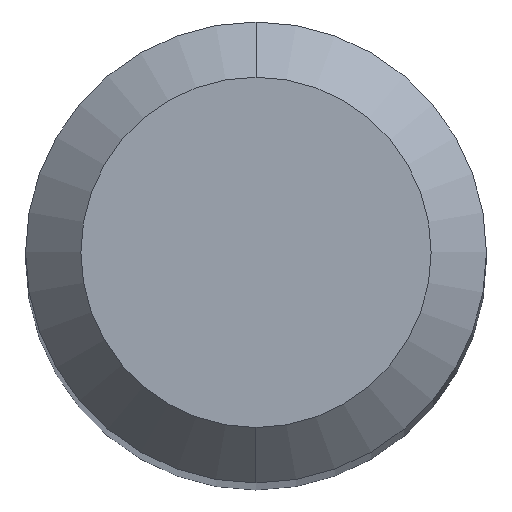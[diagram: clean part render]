
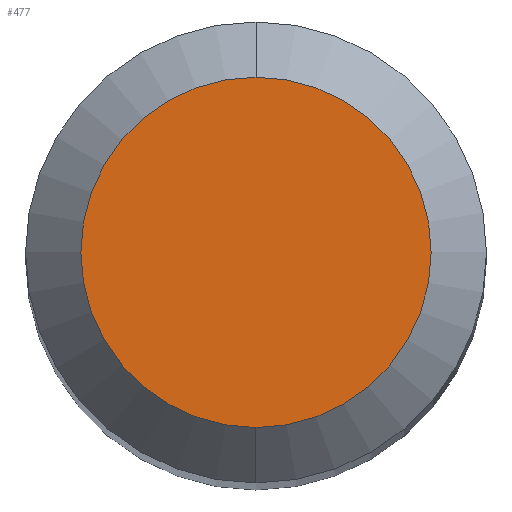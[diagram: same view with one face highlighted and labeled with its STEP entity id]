
A CAD part, top view. The second image highlights one B-rep face of the part: STEP entity #477.
In plain terms, the highlighted planar face has unit normal (0, 0, 1).
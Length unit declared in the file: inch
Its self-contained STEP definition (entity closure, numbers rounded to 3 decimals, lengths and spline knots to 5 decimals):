
#32 = CARTESIAN_POINT ( 'NONE',  ( 0., 0., 0. ) ) ;
#40 = DIRECTION ( 'NONE',  ( 0., 0., -1. ) ) ;
#95 = FACE_OUTER_BOUND ( 'NONE', #225, .T. ) ;
#116 = CARTESIAN_POINT ( 'NONE',  ( 0., -0.0475, 0. ) ) ;
#162 = ORIENTED_EDGE ( 'NONE', *, *, #231, .T. ) ;
#200 = DIRECTION ( 'NONE',  ( 0., 0., 1. ) ) ;
#203 = DIRECTION ( 'NONE',  ( 0., 0., 1. ) ) ;
#208 = AXIS2_PLACEMENT_3D ( 'NONE', #32, #203, #557 ) ;
#215 = PLANE ( 'NONE',  #473 ) ;
#225 = EDGE_LOOP ( 'NONE', ( #379, #162 ) ) ;
#231 = EDGE_CURVE ( 'NONE', #277, #242, #250, .T. ) ;
#236 = EDGE_CURVE ( 'NONE', #242, #277, #446, .T. ) ;
#242 = VERTEX_POINT ( 'NONE', #371 ) ;
#250 = CIRCLE ( 'NONE', #208, 0.0475 ) ;
#277 = VERTEX_POINT ( 'NONE', #116 ) ;
#311 = AXIS2_PLACEMENT_3D ( 'NONE', #455, #200, #406 ) ;
#371 = CARTESIAN_POINT ( 'NONE',  ( 0., 0.0475, 0. ) ) ;
#379 = ORIENTED_EDGE ( 'NONE', *, *, #236, .T. ) ;
#406 = DIRECTION ( 'NONE',  ( 0., -1., 0. ) ) ;
#423 = CARTESIAN_POINT ( 'NONE',  ( 0., 0.0475, 0. ) ) ;
#446 = CIRCLE ( 'NONE', #311, 0.0475 ) ;
#455 = CARTESIAN_POINT ( 'NONE',  ( 0., 0., 0. ) ) ;
#473 = AXIS2_PLACEMENT_3D ( 'NONE', #423, #40, #559 ) ;
#477 = ADVANCED_FACE ( 'NONE', ( #95 ), #215, .F. ) ;
#557 = DIRECTION ( 'NONE',  ( 0., -1., 0. ) ) ;
#559 = DIRECTION ( 'NONE',  ( 0., 1., 0. ) ) ;
